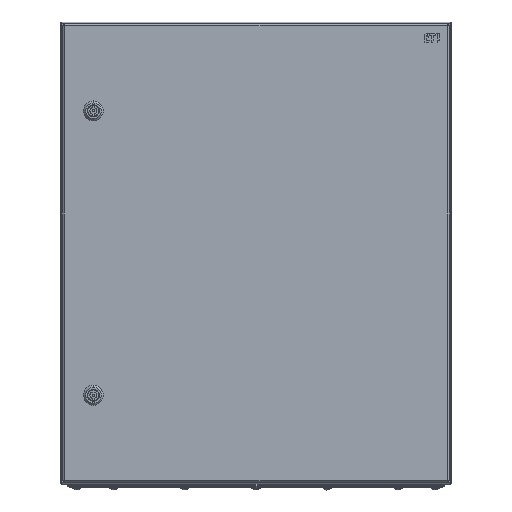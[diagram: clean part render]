
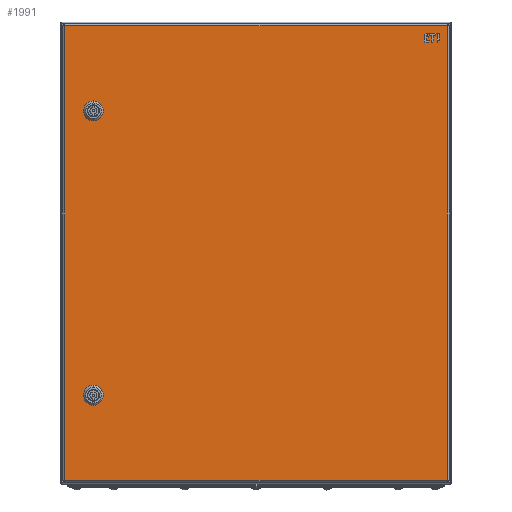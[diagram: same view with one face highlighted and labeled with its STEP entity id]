
A CAD part, front view. The second image highlights one B-rep face of the part: STEP entity #1991.
In plain terms, the highlighted face is planar.
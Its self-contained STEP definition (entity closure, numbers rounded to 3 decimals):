
#954=DIRECTION('',(-1.,0.,0.));
#955=VECTOR('',#954,639.);
#956=CARTESIAN_POINT('',(319.5,-269.2,0.));
#957=LINE('',#956,#955);
#992=DIRECTION('',(0.,-1.,0.));
#993=VECTOR('',#992,538.4);
#994=CARTESIAN_POINT('',(319.5,269.2,0.));
#995=LINE('',#994,#993);
#1030=DIRECTION('',(1.,0.,0.));
#1031=VECTOR('',#1030,639.);
#1032=CARTESIAN_POINT('',(-319.5,269.2,0.));
#1033=LINE('',#1032,#1031);
#1061=DIRECTION('',(0.,1.,0.));
#1062=VECTOR('',#1061,538.4);
#1063=CARTESIAN_POINT('',(-319.5,-269.2,0.));
#1064=LINE('',#1063,#1062);
#1075=CARTESIAN_POINT('',(-200.,-228.7,0.));
#1076=DIRECTION('',(0.,0.,-1.));
#1077=DIRECTION('',(-0.893,0.449,0.));
#1078=AXIS2_PLACEMENT_3D('',#1075,#1076,#1077);
#1083=DIRECTION('',(1.,0.,0.));
#1084=VECTOR('',#1083,10.111);
#1085=CARTESIAN_POINT('',(-205.056,-218.65,0.));
#1086=LINE('',#1085,#1084);
#1090=CARTESIAN_POINT('',(-200.,-228.7,0.));
#1091=DIRECTION('',(0.,0.,-1.));
#1092=DIRECTION('',(0.449,0.893,0.));
#1093=AXIS2_PLACEMENT_3D('',#1090,#1091,#1092);
#1098=DIRECTION('',(0.,-1.,0.));
#1099=VECTOR('',#1098,10.111);
#1100=CARTESIAN_POINT('',(-189.95,-223.644,0.));
#1101=LINE('',#1100,#1099);
#1105=CARTESIAN_POINT('',(-200.,-228.7,0.));
#1106=DIRECTION('',(0.,0.,-1.));
#1107=DIRECTION('',(0.893,-0.449,0.));
#1108=AXIS2_PLACEMENT_3D('',#1105,#1106,#1107);
#1113=DIRECTION('',(-1.,0.,0.));
#1114=VECTOR('',#1113,10.111);
#1115=CARTESIAN_POINT('',(-194.944,-238.75,0.));
#1116=LINE('',#1115,#1114);
#1120=CARTESIAN_POINT('',(-200.,-228.7,0.));
#1121=DIRECTION('',(0.,0.,-1.));
#1122=DIRECTION('',(-0.449,-0.893,0.));
#1123=AXIS2_PLACEMENT_3D('',#1120,#1121,#1122);
#1128=DIRECTION('',(0.,1.,0.));
#1129=VECTOR('',#1128,10.111);
#1130=CARTESIAN_POINT('',(-210.05,-233.756,0.));
#1131=LINE('',#1130,#1129);
#1135=DIRECTION('',(-1.,0.,0.));
#1136=VECTOR('',#1135,10.111);
#1137=CARTESIAN_POINT('',(205.056,-238.75,0.));
#1138=LINE('',#1137,#1136);
#1142=CARTESIAN_POINT('',(200.,-228.7,0.));
#1143=DIRECTION('',(0.,0.,-1.));
#1144=DIRECTION('',(-0.449,-0.893,0.));
#1145=AXIS2_PLACEMENT_3D('',#1142,#1143,#1144);
#1150=DIRECTION('',(0.,1.,0.));
#1151=VECTOR('',#1150,10.111);
#1152=CARTESIAN_POINT('',(189.95,-233.756,0.));
#1153=LINE('',#1152,#1151);
#1157=CARTESIAN_POINT('',(200.,-228.7,0.));
#1158=DIRECTION('',(0.,0.,-1.));
#1159=DIRECTION('',(-0.893,0.449,0.));
#1160=AXIS2_PLACEMENT_3D('',#1157,#1158,#1159);
#1165=DIRECTION('',(1.,0.,0.));
#1166=VECTOR('',#1165,10.111);
#1167=CARTESIAN_POINT('',(194.944,-218.65,0.));
#1168=LINE('',#1167,#1166);
#1172=CARTESIAN_POINT('',(200.,-228.7,0.));
#1173=DIRECTION('',(0.,0.,-1.));
#1174=DIRECTION('',(0.449,0.893,0.));
#1175=AXIS2_PLACEMENT_3D('',#1172,#1173,#1174);
#1180=DIRECTION('',(0.,-1.,0.));
#1181=VECTOR('',#1180,10.111);
#1182=CARTESIAN_POINT('',(210.05,-223.644,0.));
#1183=LINE('',#1182,#1181);
#1187=CARTESIAN_POINT('',(200.,-228.7,0.));
#1188=DIRECTION('',(0.,0.,-1.));
#1189=DIRECTION('',(0.893,-0.449,0.));
#1190=AXIS2_PLACEMENT_3D('',#1187,#1188,#1189);
#1483=CARTESIAN_POINT('',(319.5,-269.2,0.));
#1484=VERTEX_POINT('',#1483);
#1485=CARTESIAN_POINT('',(-319.5,-269.2,0.));
#1486=VERTEX_POINT('',#1485);
#1487=CARTESIAN_POINT('',(319.5,269.2,0.));
#1488=VERTEX_POINT('',#1487);
#1489=CARTESIAN_POINT('',(-319.5,269.2,0.));
#1490=VERTEX_POINT('',#1489);
#1491=CARTESIAN_POINT('',(-210.05,-223.644,0.));
#1492=CARTESIAN_POINT('',(-205.056,-218.65,0.));
#1493=VERTEX_POINT('',#1491);
#1494=VERTEX_POINT('',#1492);
#1495=CARTESIAN_POINT('',(-194.944,-218.65,0.));
#1496=VERTEX_POINT('',#1495);
#1497=CARTESIAN_POINT('',(-189.95,-223.644,0.));
#1498=VERTEX_POINT('',#1497);
#1499=CARTESIAN_POINT('',(-189.95,-233.756,0.));
#1500=VERTEX_POINT('',#1499);
#1501=CARTESIAN_POINT('',(-194.944,-238.75,0.));
#1502=VERTEX_POINT('',#1501);
#1503=CARTESIAN_POINT('',(-205.056,-238.75,0.));
#1504=VERTEX_POINT('',#1503);
#1505=CARTESIAN_POINT('',(-210.05,-233.756,0.));
#1506=VERTEX_POINT('',#1505);
#1507=CARTESIAN_POINT('',(205.056,-238.75,0.));
#1508=CARTESIAN_POINT('',(194.944,-238.75,0.));
#1509=VERTEX_POINT('',#1507);
#1510=VERTEX_POINT('',#1508);
#1511=CARTESIAN_POINT('',(189.95,-233.756,0.));
#1512=VERTEX_POINT('',#1511);
#1513=CARTESIAN_POINT('',(189.95,-223.644,0.));
#1514=VERTEX_POINT('',#1513);
#1515=CARTESIAN_POINT('',(194.944,-218.65,0.));
#1516=VERTEX_POINT('',#1515);
#1517=CARTESIAN_POINT('',(205.056,-218.65,0.));
#1518=VERTEX_POINT('',#1517);
#1519=CARTESIAN_POINT('',(210.05,-223.644,0.));
#1520=VERTEX_POINT('',#1519);
#1521=CARTESIAN_POINT('',(210.05,-233.756,0.));
#1522=VERTEX_POINT('',#1521);
#1944=CARTESIAN_POINT('',(0.,0.,0.));
#1945=DIRECTION('',(0.,0.,-1.));
#1946=DIRECTION('',(-1.,0.,0.));
#1947=AXIS2_PLACEMENT_3D('',#1944,#1945,#1946);
#1948=PLANE('',#1947);
#1949=ORIENTED_EDGE('',*,*,#1935,.F.);
#1950=ORIENTED_EDGE('',*,*,#1859,.F.);
#1951=ORIENTED_EDGE('',*,*,#1886,.F.);
#1952=ORIENTED_EDGE('',*,*,#1912,.F.);
#1953=EDGE_LOOP('',(#1949,#1950,#1951,#1952));
#1954=FACE_OUTER_BOUND('',#1953,.F.);
#1956=ORIENTED_EDGE('',*,*,#1955,.T.);
#1958=ORIENTED_EDGE('',*,*,#1957,.T.);
#1960=ORIENTED_EDGE('',*,*,#1959,.T.);
#1962=ORIENTED_EDGE('',*,*,#1961,.T.);
#1964=ORIENTED_EDGE('',*,*,#1963,.T.);
#1966=ORIENTED_EDGE('',*,*,#1965,.T.);
#1968=ORIENTED_EDGE('',*,*,#1967,.T.);
#1970=ORIENTED_EDGE('',*,*,#1969,.T.);
#1971=EDGE_LOOP('',(#1956,#1958,#1960,#1962,#1964,#1966,#1968,#1970));
#1972=FACE_BOUND('',#1971,.F.);
#1974=ORIENTED_EDGE('',*,*,#1973,.T.);
#1976=ORIENTED_EDGE('',*,*,#1975,.T.);
#1978=ORIENTED_EDGE('',*,*,#1977,.T.);
#1980=ORIENTED_EDGE('',*,*,#1979,.T.);
#1982=ORIENTED_EDGE('',*,*,#1981,.T.);
#1984=ORIENTED_EDGE('',*,*,#1983,.T.);
#1986=ORIENTED_EDGE('',*,*,#1985,.T.);
#1988=ORIENTED_EDGE('',*,*,#1987,.T.);
#1989=EDGE_LOOP('',(#1974,#1976,#1978,#1980,#1982,#1984,#1986,#1988));
#1990=FACE_BOUND('',#1989,.F.);
#1079=CIRCLE('',#1078,11.25);
#1094=CIRCLE('',#1093,11.25);
#1109=CIRCLE('',#1108,11.25);
#1124=CIRCLE('',#1123,11.25);
#1146=CIRCLE('',#1145,11.25);
#1161=CIRCLE('',#1160,11.25);
#1176=CIRCLE('',#1175,11.25);
#1191=CIRCLE('',#1190,11.25);
#1859=EDGE_CURVE('',#1484,#1486,#957,.T.);
#1886=EDGE_CURVE('',#1488,#1484,#995,.T.);
#1912=EDGE_CURVE('',#1490,#1488,#1033,.T.);
#1935=EDGE_CURVE('',#1486,#1490,#1064,.T.);
#1955=EDGE_CURVE('',#1493,#1494,#1079,.T.);
#1957=EDGE_CURVE('',#1494,#1496,#1086,.T.);
#1959=EDGE_CURVE('',#1496,#1498,#1094,.T.);
#1961=EDGE_CURVE('',#1498,#1500,#1101,.T.);
#1963=EDGE_CURVE('',#1500,#1502,#1109,.T.);
#1965=EDGE_CURVE('',#1502,#1504,#1116,.T.);
#1967=EDGE_CURVE('',#1504,#1506,#1124,.T.);
#1969=EDGE_CURVE('',#1506,#1493,#1131,.T.);
#1973=EDGE_CURVE('',#1509,#1510,#1138,.T.);
#1975=EDGE_CURVE('',#1510,#1512,#1146,.T.);
#1977=EDGE_CURVE('',#1512,#1514,#1153,.T.);
#1979=EDGE_CURVE('',#1514,#1516,#1161,.T.);
#1981=EDGE_CURVE('',#1516,#1518,#1168,.T.);
#1983=EDGE_CURVE('',#1518,#1520,#1176,.T.);
#1985=EDGE_CURVE('',#1520,#1522,#1183,.T.);
#1987=EDGE_CURVE('',#1522,#1509,#1191,.T.);
#1991=ADVANCED_FACE('',(#1954,#1972,#1990),#1948,.T.);
